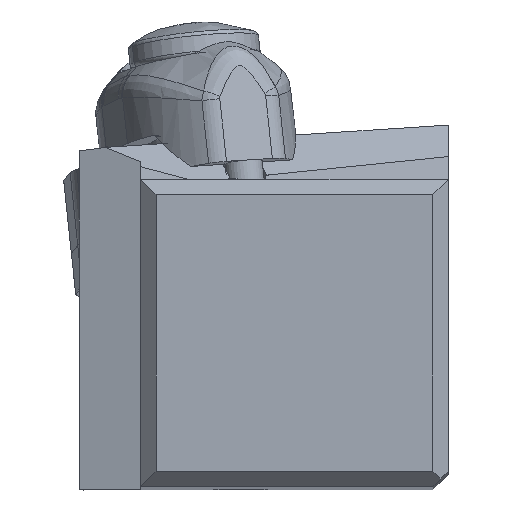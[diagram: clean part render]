
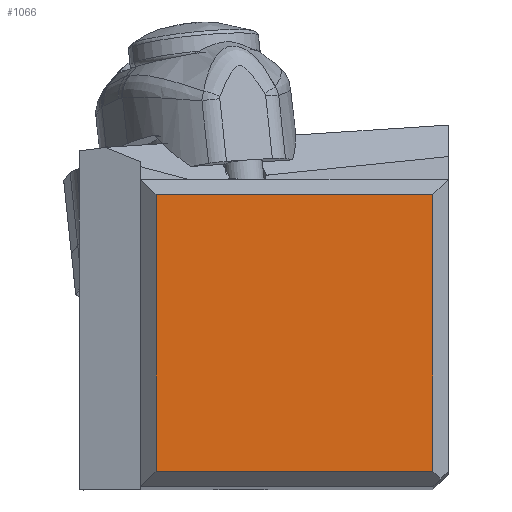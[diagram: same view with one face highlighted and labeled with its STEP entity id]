
A CAD part, top view. The second image highlights one B-rep face of the part: STEP entity #1066.
In plain terms, the highlighted planar face has unit normal (0, 0, 1).
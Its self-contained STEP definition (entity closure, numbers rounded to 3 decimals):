
#769=FACE_OUTER_BOUND('',#1489,.T.);
#1066=ADVANCED_FACE('',(#769),#1175,.T.);
#1175=PLANE('',#5998);
#1489=EDGE_LOOP('',(#2996,#2997,#2998,#2999));
#2996=ORIENTED_EDGE('',*,*,#4438,.T.);
#2997=ORIENTED_EDGE('',*,*,#4439,.F.);
#2998=ORIENTED_EDGE('',*,*,#3753,.T.);
#2999=ORIENTED_EDGE('',*,*,#3751,.T.);
#3208=VERTEX_POINT('',#7586);
#3209=VERTEX_POINT('',#7588);
#3210=VERTEX_POINT('',#7592);
#3642=VERTEX_POINT('',#13304);
#3751=EDGE_CURVE('',#3209,#3208,#4891,.T.);
#3753=EDGE_CURVE('',#3210,#3209,#4893,.T.);
#4438=EDGE_CURVE('',#3208,#3642,#5126,.T.);
#4439=EDGE_CURVE('',#3210,#3642,#5127,.T.);
#4891=LINE('',#7587,#5196);
#4893=LINE('',#7591,#5198);
#5126=LINE('',#13305,#5431);
#5127=LINE('',#13307,#5432);
#5196=VECTOR('',#6226,1.);
#5198=VECTOR('',#6230,1.);
#5431=VECTOR('',#7283,1.);
#5432=VECTOR('',#7286,1.);
#5998=AXIS2_PLACEMENT_3D('',#13308,#7287,#7288);
#6226=DIRECTION('',(1.,0.,0.));
#6230=DIRECTION('',(0.,-1.,0.));
#7283=DIRECTION('',(0.,1.,0.));
#7286=DIRECTION('',(1.,0.,0.));
#7287=DIRECTION('',(0.,0.,1.));
#7288=DIRECTION('',(-1.,0.,0.));
#7586=CARTESIAN_POINT('',(-1.,1.,0.));
#7587=CARTESIAN_POINT('',(-19.,1.,0.));
#7588=CARTESIAN_POINT('',(-19.,1.,0.));
#7591=CARTESIAN_POINT('',(-19.,19.,0.));
#7592=CARTESIAN_POINT('',(-19.,19.,0.));
#13304=CARTESIAN_POINT('',(-1.,19.,0.));
#13305=CARTESIAN_POINT('',(-1.,1.,0.));
#13307=CARTESIAN_POINT('',(-19.,19.,0.));
#13308=CARTESIAN_POINT('',(-10.,10.,0.));
